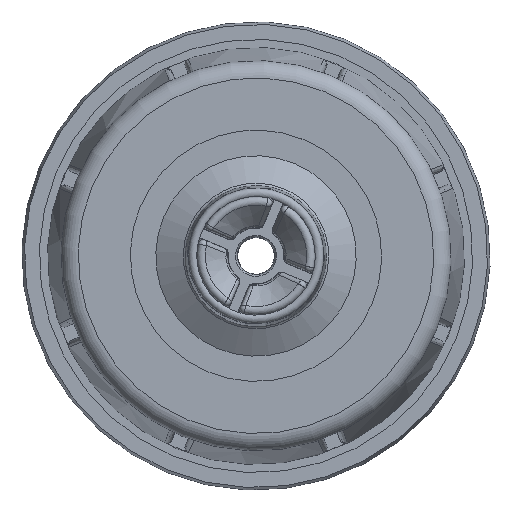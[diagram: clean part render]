
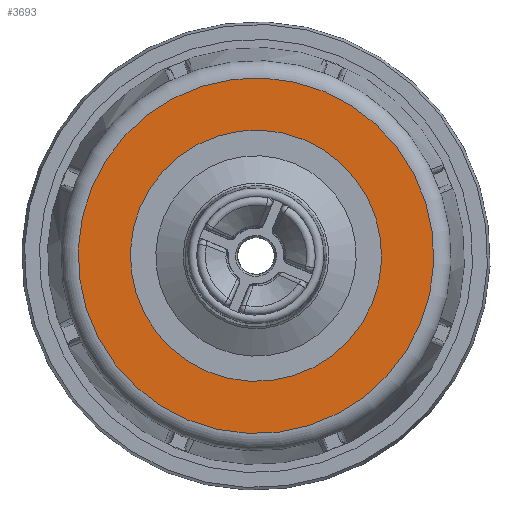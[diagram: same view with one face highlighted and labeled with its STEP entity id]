
A CAD part, top view. The second image highlights one B-rep face of the part: STEP entity #3693.
In plain terms, the highlighted planar face has unit normal (0, 0, 1).
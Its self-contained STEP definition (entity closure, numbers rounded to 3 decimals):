
#40=FACE_BOUND('',#1130,.T.);
#78=PLANE('',#4057);
#881=FACE_OUTER_BOUND('',#1129,.T.);
#1129=EDGE_LOOP('',(#3403));
#1130=EDGE_LOOP('',(#3404));
#1365=CIRCLE('',#4056,25.75);
#1366=CIRCLE('',#4058,36.442);
#1699=VERTEX_POINT('',#12062);
#1700=VERTEX_POINT('',#12066);
#2268=EDGE_CURVE('',#1699,#1699,#1365,.T.);
#2269=EDGE_CURVE('',#1700,#1700,#1366,.T.);
#3403=ORIENTED_EDGE('',*,*,#2269,.F.);
#3404=ORIENTED_EDGE('',*,*,#2268,.T.);
#3693=ADVANCED_FACE('',(#881,#40),#78,.T.);
#4056=AXIS2_PLACEMENT_3D('',#12064,#4846,#4847);
#4057=AXIS2_PLACEMENT_3D('',#12065,#4848,#4849);
#4058=AXIS2_PLACEMENT_3D('',#12067,#4850,#4851);
#4846=DIRECTION('center_axis',(0.,0.,-1.));
#4847=DIRECTION('ref_axis',(0.924,-0.383,0.));
#4848=DIRECTION('center_axis',(0.,0.,1.));
#4849=DIRECTION('ref_axis',(0.924,-0.383,0.));
#4850=DIRECTION('center_axis',(0.,0.,-1.));
#4851=DIRECTION('ref_axis',(0.924,-0.383,0.));
#12062=CARTESIAN_POINT('',(23.79,-9.854,30.));
#12064=CARTESIAN_POINT('Origin',(0.,0.,30.));
#12065=CARTESIAN_POINT('Origin',(-33.668,13.946,30.));
#12066=CARTESIAN_POINT('',(33.668,-13.946,30.));
#12067=CARTESIAN_POINT('Origin',(0.,0.,30.));
